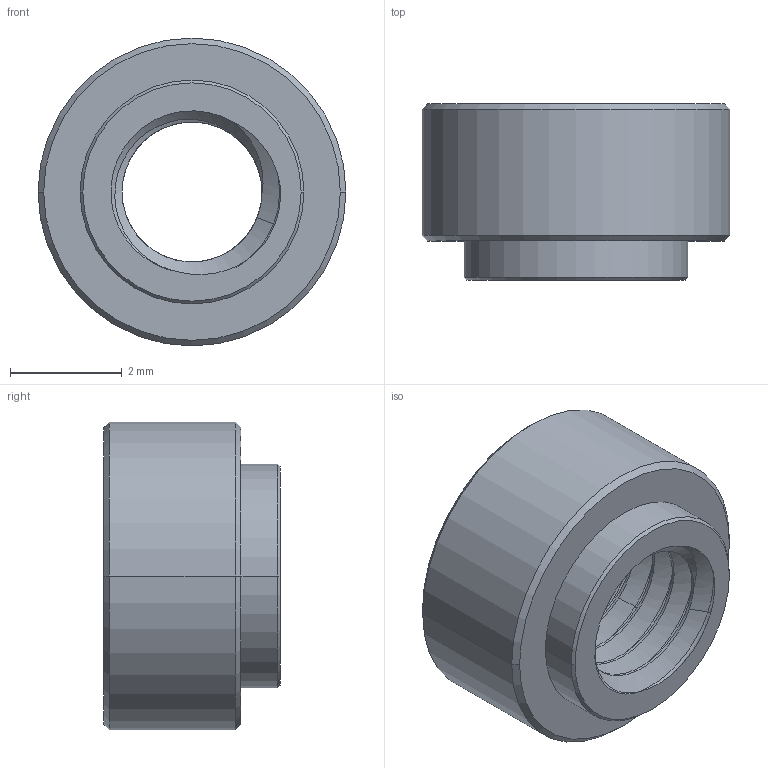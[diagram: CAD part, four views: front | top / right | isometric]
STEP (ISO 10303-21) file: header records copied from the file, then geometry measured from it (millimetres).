
FILE_DESCRIPTION((''),'2;1');
FILE_NAME('NUT','2014-08-01T',('yunx.liu'),(''),'PRO/ENGINEER BY PARAMETRIC TECHNOLOGY CORPORATION, 2012230','PRO/ENGINEER BY PARAMETRIC TECHNOLOGY CORPORATION, 2012230','');
FILE_SCHEMA(('CONFIG_CONTROL_DESIGN'));
Length unit declared in the file: millimetre
Products named in the file (1): NUT
Bounding box: 5.5 x 3.15 x 5.5 mm (x, y, z)
Volume: 46.6 mm3; surface area: 131.2 mm2
Topology: 1 solids, 1 shells, 36 faces, 88 edges, 55 vertices
Faces by surface type: cylinder 14, bspline 11, cone 8, plane 3
Entity records: 3123 total; most frequent: CARTESIAN_POINT 2343, ORIENTED_EDGE 176, DIRECTION 110, EDGE_CURVE 88, VERTEX_POINT 55, B_SPLINE_CURVE_WITH_KNOTS 46, AXIS2_PLACEMENT_3D 43, EDGE_LOOP 39
